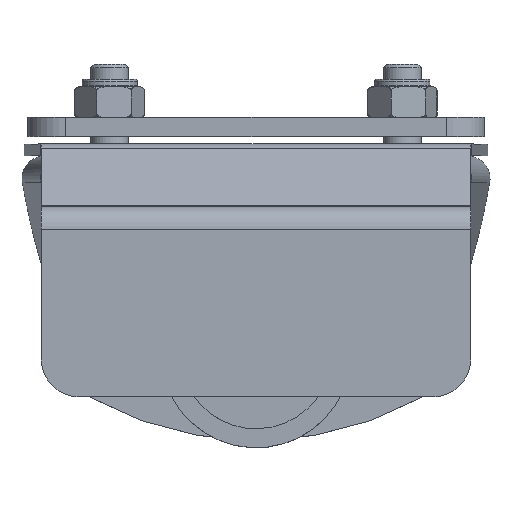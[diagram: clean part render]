
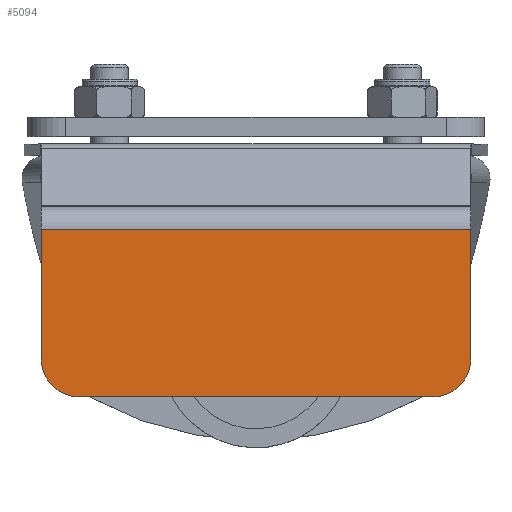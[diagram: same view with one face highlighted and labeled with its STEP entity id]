
A CAD part, top view. The second image highlights one B-rep face of the part: STEP entity #5094.
In plain terms, the highlighted planar face has unit normal (0, 0, 1).
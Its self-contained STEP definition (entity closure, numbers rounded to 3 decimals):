
#468=PLANE('',#5992);
#723=FACE_OUTER_BOUND('',#1038,.T.);
#1038=EDGE_LOOP('',(#4608,#4609,#4610,#4611,#4612,#4613));
#1392=LINE('',#9726,#1755);
#1395=LINE('',#9732,#1758);
#1396=LINE('',#9734,#1759);
#1397=LINE('',#9736,#1760);
#1755=VECTOR('',#7460,10.);
#1758=VECTOR('',#7465,4.32);
#1759=VECTOR('',#7466,10.);
#1760=VECTOR('',#7467,4.32);
#2071=CIRCLE('',#5990,10.);
#2072=CIRCLE('',#5993,10.);
#2531=VERTEX_POINT('',#9719);
#2532=VERTEX_POINT('',#9721);
#2533=VERTEX_POINT('',#9725);
#2535=VERTEX_POINT('',#9731);
#2536=VERTEX_POINT('',#9733);
#2537=VERTEX_POINT('',#9735);
#3229=EDGE_CURVE('',#2531,#2532,#2071,.T.);
#3231=EDGE_CURVE('',#2533,#2532,#1392,.T.);
#3234=EDGE_CURVE('',#2535,#2531,#1395,.T.);
#3235=EDGE_CURVE('',#2535,#2536,#1396,.T.);
#3236=EDGE_CURVE('',#2536,#2537,#1397,.T.);
#3237=EDGE_CURVE('',#2533,#2537,#2072,.T.);
#4608=ORIENTED_EDGE('',*,*,#3229,.F.);
#4609=ORIENTED_EDGE('',*,*,#3234,.F.);
#4610=ORIENTED_EDGE('',*,*,#3235,.T.);
#4611=ORIENTED_EDGE('',*,*,#3236,.T.);
#4612=ORIENTED_EDGE('',*,*,#3237,.F.);
#4613=ORIENTED_EDGE('',*,*,#3231,.T.);
#5094=ADVANCED_FACE('',(#723),#468,.T.);
#5990=AXIS2_PLACEMENT_3D('',#9722,#7455,#7456);
#5992=AXIS2_PLACEMENT_3D('',#9730,#7463,#7464);
#5993=AXIS2_PLACEMENT_3D('',#9737,#7468,#7469);
#7455=DIRECTION('center_axis',(0.,0.,
-1.));
#7456=DIRECTION('ref_axis',(0.707,-0.707,0.));
#7460=DIRECTION('',(1.,0.,0.));
#7463=DIRECTION('center_axis',(0.,0.,
1.));
#7464=DIRECTION('ref_axis',(0.,-1.,0.));
#7465=DIRECTION('',(0.,-1.,0.));
#7466=DIRECTION('',(-1.,0.,0.));
#7467=DIRECTION('',(0.,-1.,0.));
#7468=DIRECTION('center_axis',(0.,0.,
-1.));
#7469=DIRECTION('ref_axis',(-0.707,-0.707,0.));
#9719=CARTESIAN_POINT('',(56.5,-53.665,124.829));
#9721=CARTESIAN_POINT('',(46.5,-63.665,124.829));
#9722=CARTESIAN_POINT('Origin',(46.5,-53.665,124.829));
#9725=CARTESIAN_POINT('',(-46.5,-63.665,124.829));
#9726=CARTESIAN_POINT('',(-56.5,-63.665,124.829));
#9730=CARTESIAN_POINT('Origin',(0.,-38.272,
124.829));
#9731=CARTESIAN_POINT('',(56.5,-19.665,124.829));
#9732=CARTESIAN_POINT('',(56.5,-6.093,124.829));
#9733=CARTESIAN_POINT('',(-56.5,-19.665,124.829));
#9734=CARTESIAN_POINT('',(0.,-19.665,124.829));
#9735=CARTESIAN_POINT('',(-56.5,-53.665,124.829));
#9736=CARTESIAN_POINT('',(-56.5,-6.093,124.829));
#9737=CARTESIAN_POINT('Origin',(-46.5,-53.665,124.829));
